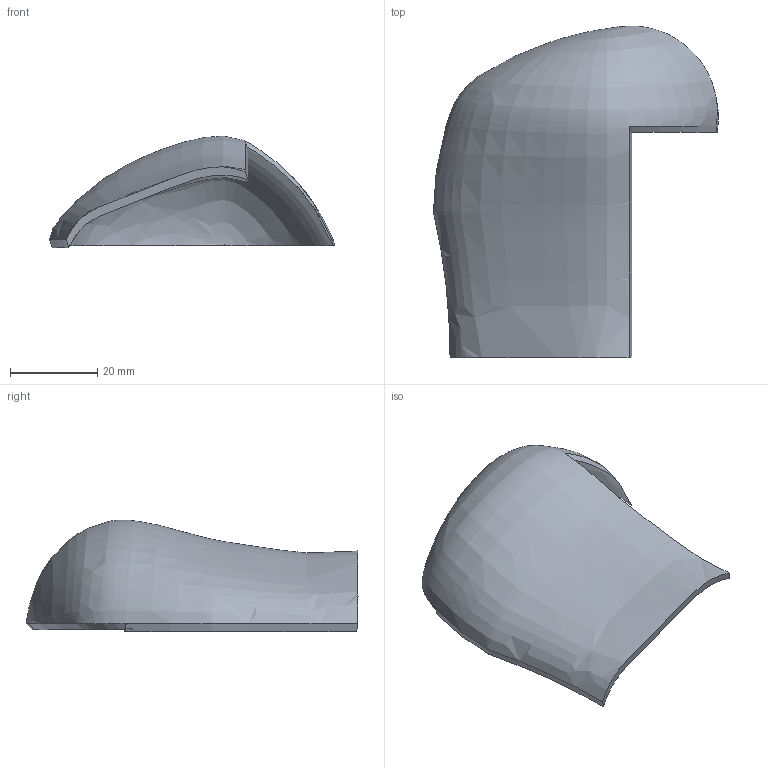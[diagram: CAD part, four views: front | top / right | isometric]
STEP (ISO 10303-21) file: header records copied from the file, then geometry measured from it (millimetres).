
FILE_DESCRIPTION (( 'STEP AP203' ), '1' );
FILE_NAME ('left foot cover.sldasm-Part-3_默认_sldprt.STEP', '2018-02-02T07:12:07', ( '' ), ( '' ), 'SwSTEP 2.0', 'SolidWorks 2014', '' );
FILE_SCHEMA (( 'CONFIG_CONTROL_DESIGN' ));
Length unit declared in the file: millimetre
Products named in the file (1): left foot cover.sldasm-Part-3_默认_sldprt
Bounding box: 65.56 x 76.32 x 25.69 mm (x, y, z)
Volume: 7902.8 mm3; surface area: 9651.5 mm2
Topology: 1 solids, 1 shells, 12 faces, 31 edges, 19 vertices
Faces by surface type: bspline 12
Entity records: 3104 total; most frequent: CARTESIAN_POINT 2837, ORIENTED_EDGE 58, EDGE_CURVE 29, B_SPLINE_CURVE_WITH_KNOTS 29, VERTEX_POINT 19, B_SPLINE_SURFACE_WITH_KNOTS 12, EDGE_LOOP 12, FACE_OUTER_BOUND 12
